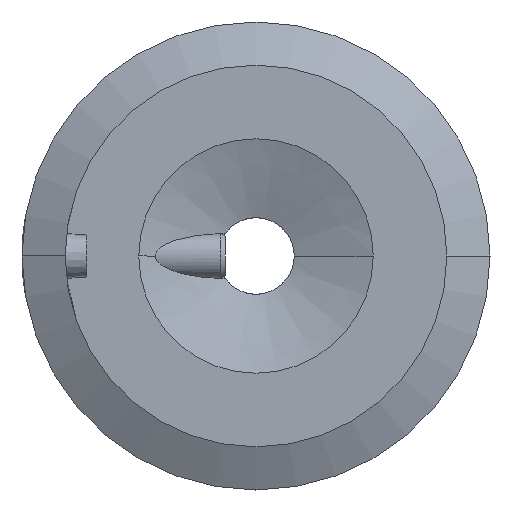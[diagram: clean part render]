
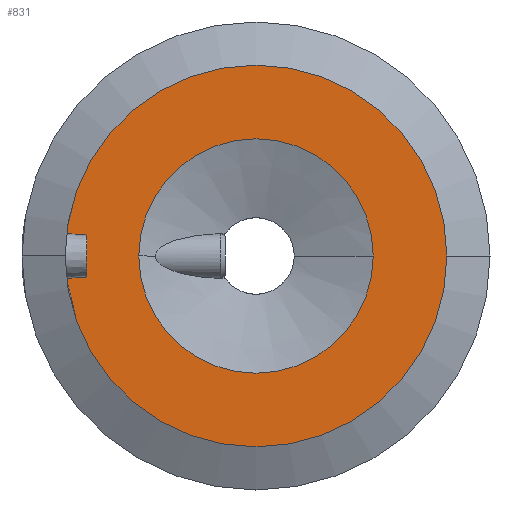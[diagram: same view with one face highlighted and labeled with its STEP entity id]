
A CAD part, left-side view. The second image highlights one B-rep face of the part: STEP entity #831.
In plain terms, the highlighted planar face has unit normal (-1, 0, 0).
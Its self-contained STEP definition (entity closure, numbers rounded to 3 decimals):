
#93 = ORIENTED_EDGE ( 'NONE', *, *, #1730, .T. ) ;
#162 = EDGE_CURVE ( 'NONE', #4021, #3528, #4629, .T. ) ;
#186 = DIRECTION ( 'NONE',  ( 1., 0., 0. ) ) ;
#208 = DIRECTION ( 'NONE',  ( 0., 1., 0. ) ) ;
#283 = CARTESIAN_POINT ( 'NONE',  ( 10.17, -13.024, 0. ) ) ;
#306 = AXIS2_PLACEMENT_3D ( 'NONE', #3401, #1961, #4120 ) ;
#307 = DIRECTION ( 'NONE',  ( -1., 0., 0. ) ) ;
#375 = ORIENTED_EDGE ( 'NONE', *, *, #1224, .T. ) ;
#563 = AXIS2_PLACEMENT_3D ( 'NONE', #2096, #307, #675 ) ;
#574 = ORIENTED_EDGE ( 'NONE', *, *, #4489, .F. ) ;
#575 = ORIENTED_EDGE ( 'NONE', *, *, #162, .F. ) ;
#675 = DIRECTION ( 'NONE',  ( 0., -1., 0. ) ) ;
#737 = CARTESIAN_POINT ( 'NONE',  ( 10.17, 0., 0. ) ) ;
#831 = ADVANCED_FACE ( 'NONE', ( #2068, #3534 ), #4664, .F. ) ;
#975 = VERTEX_POINT ( 'NONE', #2684 ) ;
#1073 = CARTESIAN_POINT ( 'NONE',  ( 10.17, 0., 0. ) ) ;
#1077 = CIRCLE ( 'NONE', #306, 13.024 ) ;
#1163 = DIRECTION ( 'NONE',  ( 0., -1., 0. ) ) ;
#1224 = EDGE_CURVE ( 'NONE', #975, #2617, #4706, .T. ) ;
#1403 = AXIS2_PLACEMENT_3D ( 'NONE', #1073, #2927, #4385 ) ;
#1730 = EDGE_CURVE ( 'NONE', #2617, #975, #4163, .T. ) ;
#1944 = EDGE_LOOP ( 'NONE', ( #93, #375 ) ) ;
#1961 = DIRECTION ( 'NONE',  ( -1., 0., 0. ) ) ;
#2068 = FACE_BOUND ( 'NONE', #2479, .T. ) ;
#2096 = CARTESIAN_POINT ( 'NONE',  ( 10.17, 0., 0. ) ) ;
#2106 = CARTESIAN_POINT ( 'NONE',  ( 10.17, 13.024, 0. ) ) ;
#2479 = EDGE_LOOP ( 'NONE', ( #575, #574 ) ) ;
#2617 = VERTEX_POINT ( 'NONE', #2948 ) ;
#2684 = CARTESIAN_POINT ( 'NONE',  ( 10.17, 21.2, 0. ) ) ;
#2927 = DIRECTION ( 'NONE',  ( -1., 0., 0. ) ) ;
#2948 = CARTESIAN_POINT ( 'NONE',  ( 10.17, -21.2, 0. ) ) ;
#3320 = AXIS2_PLACEMENT_3D ( 'NONE', #737, #4458, #1163 ) ;
#3401 = CARTESIAN_POINT ( 'NONE',  ( 10.17, 0., 0. ) ) ;
#3528 = VERTEX_POINT ( 'NONE', #3844 ) ;
#3534 = FACE_OUTER_BOUND ( 'NONE', #1944, .T. ) ;
#3844 = CARTESIAN_POINT ( 'NONE',  ( 10.17, 13.024, 0. ) ) ;
#4021 = VERTEX_POINT ( 'NONE', #283 ) ;
#4120 = DIRECTION ( 'NONE',  ( 0., -1., 0. ) ) ;
#4163 = CIRCLE ( 'NONE', #1403, 21.2 ) ;
#4385 = DIRECTION ( 'NONE',  ( 0., -1., 0. ) ) ;
#4386 = AXIS2_PLACEMENT_3D ( 'NONE', #2106, #186, #208 ) ;
#4458 = DIRECTION ( 'NONE',  ( -1., 0., 0. ) ) ;
#4489 = EDGE_CURVE ( 'NONE', #3528, #4021, #1077, .T. ) ;
#4629 = CIRCLE ( 'NONE', #3320, 13.024 ) ;
#4664 = PLANE ( 'NONE',  #4386 ) ;
#4706 = CIRCLE ( 'NONE', #563, 21.2 ) ;
